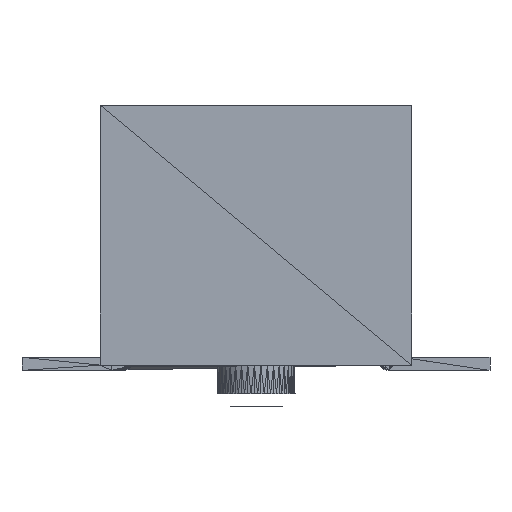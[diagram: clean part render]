
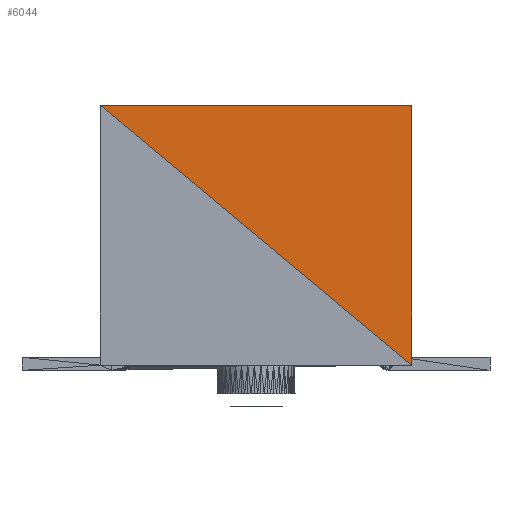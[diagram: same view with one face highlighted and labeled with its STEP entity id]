
A CAD part, left-side view. The second image highlights one B-rep face of the part: STEP entity #6044.
In plain terms, the highlighted planar face has unit normal (1, 0, 0).
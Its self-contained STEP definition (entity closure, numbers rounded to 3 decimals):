
#4749 = VERTEX_POINT('',#4750);
#4750 = CARTESIAN_POINT('',(-11.,-3.,
    5.));
#4764 = PLANE('',#4765);
#4765 = AXIS2_PLACEMENT_3D('',#4766,#4767,#4768);
#4766 = CARTESIAN_POINT('',(-11.,-3.,
    5.));
#4767 = DIRECTION('',(0.,1.,0.));
#4768 = DIRECTION('',(0.,0.,1.));
#4791 = PLANE('',#4792);
#4792 = AXIS2_PLACEMENT_3D('',#4793,#4794,#4795);
#4793 = CARTESIAN_POINT('',(-2.3,-3.,
    5.));
#4794 = DIRECTION('',(0.,0.,-1.));
#4795 = DIRECTION('',(-1.,0.,0.));
#4873 = VERTEX_POINT('',#4874);
#4874 = CARTESIAN_POINT('',(-11.,3.,
    5.));
#5413 = EDGE_CURVE('',#4873,#4749,#5414,.T.);
#5414 = SURFACE_CURVE('',#5415,(#5419,#5426),.PCURVE_S1.);
#5415 = LINE('',#5416,#5417);
#5416 = CARTESIAN_POINT('',(-11.,3.,
    5.));
#5417 = VECTOR('',#5418,1.);
#5418 = DIRECTION('',(0.,-1.,0.));
#5419 = PCURVE('',#4791,#5420);
#5420 = DEFINITIONAL_REPRESENTATION('',(#5421),#5425);
#5421 = LINE('',#5422,#5423);
#5422 = CARTESIAN_POINT('',(8.7,6.));
#5423 = VECTOR('',#5424,1.);
#5424 = DIRECTION('',(0.,-1.));
#5425 = ( GEOMETRIC_REPRESENTATION_CONTEXT(2) 
PARAMETRIC_REPRESENTATION_CONTEXT() REPRESENTATION_CONTEXT('2D SPACE',''
  ) );
#5426 = PCURVE('',#5427,#5432);
#5427 = PLANE('',#5428);
#5428 = AXIS2_PLACEMENT_3D('',#5429,#5430,#5431);
#5429 = CARTESIAN_POINT('',(-11.,3.,
    5.));
#5430 = DIRECTION('',(1.,0.,0.));
#5431 = DIRECTION('',(0.,0.,1.));
#5432 = DEFINITIONAL_REPRESENTATION('',(#5433),#5437);
#5433 = LINE('',#5434,#5435);
#5434 = CARTESIAN_POINT('',(0.,0.));
#5435 = VECTOR('',#5436,1.);
#5436 = DIRECTION('',(0.,1.));
#5437 = ( GEOMETRIC_REPRESENTATION_CONTEXT(2) 
PARAMETRIC_REPRESENTATION_CONTEXT() REPRESENTATION_CONTEXT('2D SPACE',''
  ) );
#5443 = EDGE_CURVE('',#4749,#5444,#5446,.T.);
#5444 = VERTEX_POINT('',#5445);
#5445 = CARTESIAN_POINT('',(-11.,-3.,
    0.));
#5446 = SURFACE_CURVE('',#5447,(#5451,#5458),.PCURVE_S1.);
#5447 = LINE('',#5448,#5449);
#5448 = CARTESIAN_POINT('',(-11.,-3.,
    5.));
#5449 = VECTOR('',#5450,1.);
#5450 = DIRECTION('',(0.,0.,-1.));
#5451 = PCURVE('',#4764,#5452);
#5452 = DEFINITIONAL_REPRESENTATION('',(#5453),#5457);
#5453 = LINE('',#5454,#5455);
#5454 = CARTESIAN_POINT('',(0.,0.));
#5455 = VECTOR('',#5456,1.);
#5456 = DIRECTION('',(-1.,0.));
#5457 = ( GEOMETRIC_REPRESENTATION_CONTEXT(2) 
PARAMETRIC_REPRESENTATION_CONTEXT() REPRESENTATION_CONTEXT('2D SPACE',''
  ) );
#5458 = PCURVE('',#5427,#5459);
#5459 = DEFINITIONAL_REPRESENTATION('',(#5460),#5464);
#5460 = LINE('',#5461,#5462);
#5461 = CARTESIAN_POINT('',(0.,6.));
#5462 = VECTOR('',#5463,1.);
#5463 = DIRECTION('',(-1.,0.));
#5464 = ( GEOMETRIC_REPRESENTATION_CONTEXT(2) 
PARAMETRIC_REPRESENTATION_CONTEXT() REPRESENTATION_CONTEXT('2D SPACE',''
  ) );
#6044 = ADVANCED_FACE('',(#6045),#5427,.T.);
#6045 = FACE_BOUND('',#6046,.F.);
#6046 = EDGE_LOOP('',(#6047,#6073,#6074));
#6047 = ORIENTED_EDGE('',*,*,#6048,.T.);
#6048 = EDGE_CURVE('',#4873,#5444,#6049,.T.);
#6049 = SURFACE_CURVE('',#6050,(#6054,#6061),.PCURVE_S1.);
#6050 = LINE('',#6051,#6052);
#6051 = CARTESIAN_POINT('',(-11.,3.,
    5.));
#6052 = VECTOR('',#6053,1.);
#6053 = DIRECTION('',(0.,-0.768,-0.64));
#6054 = PCURVE('',#5427,#6055);
#6055 = DEFINITIONAL_REPRESENTATION('',(#6056),#6060);
#6056 = LINE('',#6057,#6058);
#6057 = CARTESIAN_POINT('',(0.,0.));
#6058 = VECTOR('',#6059,1.);
#6059 = DIRECTION('',(-0.64,0.768));
#6060 = ( GEOMETRIC_REPRESENTATION_CONTEXT(2) 
PARAMETRIC_REPRESENTATION_CONTEXT() REPRESENTATION_CONTEXT('2D SPACE',''
  ) );
#6061 = PCURVE('',#6062,#6067);
#6062 = PLANE('',#6063);
#6063 = AXIS2_PLACEMENT_3D('',#6064,#6065,#6066);
#6064 = CARTESIAN_POINT('',(-11.,3.,
    0.));
#6065 = DIRECTION('',(1.,0.,0.));
#6066 = DIRECTION('',(0.,0.,1.));
#6067 = DEFINITIONAL_REPRESENTATION('',(#6068),#6072);
#6068 = LINE('',#6069,#6070);
#6069 = CARTESIAN_POINT('',(5.,0.));
#6070 = VECTOR('',#6071,1.);
#6071 = DIRECTION('',(-0.64,0.768));
#6072 = ( GEOMETRIC_REPRESENTATION_CONTEXT(2) 
PARAMETRIC_REPRESENTATION_CONTEXT() REPRESENTATION_CONTEXT('2D SPACE',''
  ) );
#6073 = ORIENTED_EDGE('',*,*,#5443,.F.);
#6074 = ORIENTED_EDGE('',*,*,#5413,.F.);
